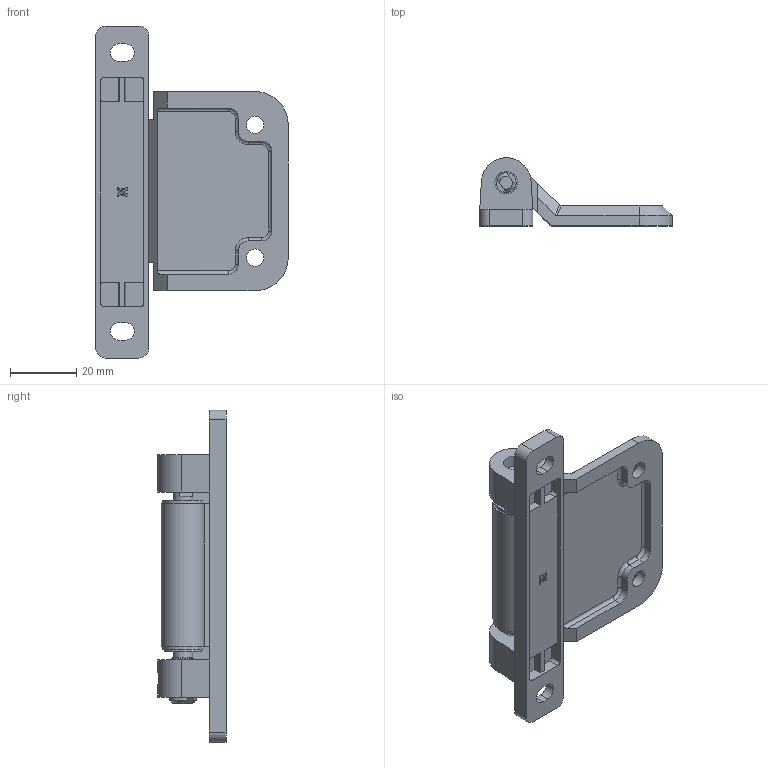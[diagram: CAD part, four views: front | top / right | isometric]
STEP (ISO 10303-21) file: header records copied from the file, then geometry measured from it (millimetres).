
FILE_DESCRIPTION(('STEP AP203'),'1');
FILE_NAME('600.1.2.00.1.001.step','2019-07-04T13:47:58',(' '),(' '),'Spatial InterOp 3D',' ',' ');
FILE_SCHEMA(('CONFIG_CONTROL_DESIGN'));
Length unit declared in the file: millimetre
Products named in the file (6): 1; 2; 3; 4; 5; 6
Bounding box: 58 x 20.5 x 100 mm (x, y, z)
Volume: 27953.6 mm3; surface area: 18292.1 mm2
Topology: 6 solids, 6 shells, 206 faces, 502 edges, 314 vertices
Faces by surface type: plane 93, cylinder 77, torus 11, cone 9, bspline 8, sphere 4, extrusion 4
Full cylindrical faces by diameter (mm): 3.5 x1, 4.6 x1, 5.2 x2, 5.9 x2, 6 x2, 6.2 x1, 6.5 x2, 6.8 x1, 7.8 x2, 8 x3, 11.3 x1, 12 x2
Entity records: 6772 total; most frequent: CARTESIAN_POINT 1678, DIRECTION 1048, ORIENTED_EDGE 942, EDGE_CURVE 471, AXIS2_PLACEMENT_3D 391, VERTEX_POINT 309, VECTOR 266, LINE 262
